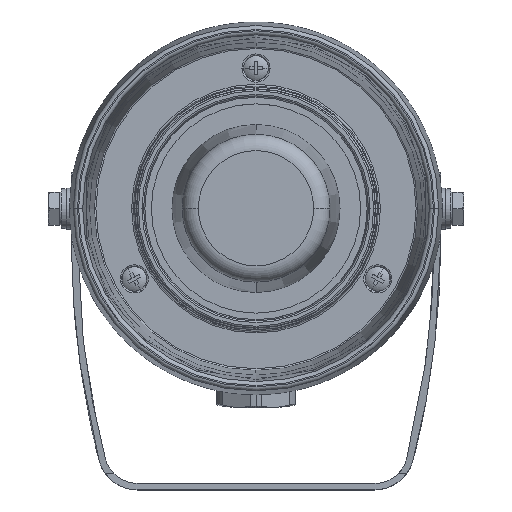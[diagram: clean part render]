
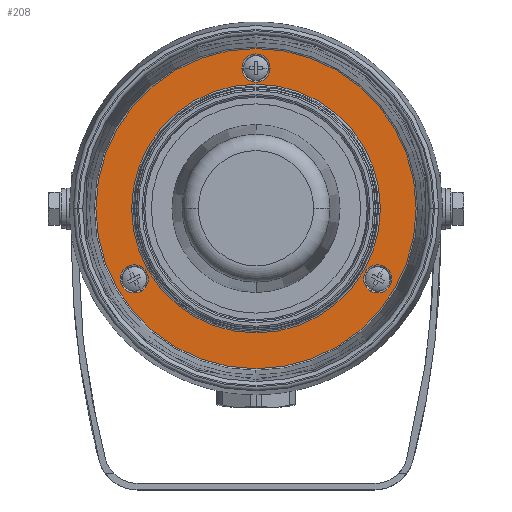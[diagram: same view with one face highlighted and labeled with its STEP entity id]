
A CAD part, top view. The second image highlights one B-rep face of the part: STEP entity #208.
In plain terms, the highlighted planar face has unit normal (0, 0, 1).
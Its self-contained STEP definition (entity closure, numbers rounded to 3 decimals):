
#208=ADVANCED_FACE('',(#711,#712,#713,#714,#715),#716,.T.);
#711=FACE_BOUND('',#1415,.T.);
#712=FACE_OUTER_BOUND('',#1416,.T.);
#713=FACE_BOUND('',#1417,.T.);
#714=FACE_BOUND('',#1418,.T.);
#715=FACE_BOUND('',#1419,.T.);
#716=PLANE('',#1420);
#1415=EDGE_LOOP('',(#3114,#3115,#3116));
#1416=EDGE_LOOP('',(#3117,#3118,#3119));
#1417=EDGE_LOOP('',(#3120,#3121,#3122));
#1418=EDGE_LOOP('',(#3123,#3124));
#1419=EDGE_LOOP('',(#3125,#3126,#3127));
#1420=AXIS2_PLACEMENT_3D('',#3128,#3129,#3130);
#3114=ORIENTED_EDGE('',*,*,#5060,.T.);
#3115=ORIENTED_EDGE('',*,*,#4795,.T.);
#3116=ORIENTED_EDGE('',*,*,#5061,.T.);
#3117=ORIENTED_EDGE('',*,*,#5062,.T.);
#3118=ORIENTED_EDGE('',*,*,#4628,.T.);
#3119=ORIENTED_EDGE('',*,*,#5063,.T.);
#3120=ORIENTED_EDGE('',*,*,#5064,.F.);
#3121=ORIENTED_EDGE('',*,*,#5065,.F.);
#3122=ORIENTED_EDGE('',*,*,#4621,.F.);
#3123=ORIENTED_EDGE('',*,*,#5066,.T.);
#3124=ORIENTED_EDGE('',*,*,#4775,.T.);
#3125=ORIENTED_EDGE('',*,*,#4815,.T.);
#3126=ORIENTED_EDGE('',*,*,#5059,.T.);
#3127=ORIENTED_EDGE('',*,*,#4816,.T.);
#3128=CARTESIAN_POINT('',(0.,129.511,24.));
#3129=DIRECTION('',(0.,0.,1.0));
#3130=DIRECTION('',(0.,1.0,0.));
#4621=EDGE_CURVE('',#5574,#5576,#5577,.T.);
#4628=EDGE_CURVE('',#5582,#5588,#5590,.T.);
#4775=EDGE_CURVE('',#5862,#5859,#5863,.T.);
#4795=EDGE_CURVE('',#5900,#5897,#5901,.T.);
#4815=EDGE_CURVE('',#5938,#5935,#5939,.T.);
#4816=EDGE_CURVE('',#5940,#5938,#5941,.T.);
#5059=EDGE_CURVE('',#5935,#5940,#6338,.T.);
#5060=EDGE_CURVE('',#6339,#5900,#6340,.T.);
#5061=EDGE_CURVE('',#5897,#6339,#6341,.T.);
#5062=EDGE_CURVE('',#6342,#5582,#6343,.T.);
#5063=EDGE_CURVE('',#5588,#6342,#6344,.T.);
#5064=EDGE_CURVE('',#6345,#5574,#6346,.T.);
#5065=EDGE_CURVE('',#5576,#6345,#6347,.T.);
#5066=EDGE_CURVE('',#5859,#5862,#6348,.T.);
#5574=VERTEX_POINT('',#7219);
#5576=VERTEX_POINT('',#7221);
#5577=CIRCLE('',#7222,38.039);
#5582=VERTEX_POINT('',#7227);
#5588=VERTEX_POINT('',#7233);
#5590=CIRCLE('',#7235,48.982);
#5859=VERTEX_POINT('',#7906);
#5862=VERTEX_POINT('',#7909);
#5863=CIRCLE('',#7910,4.309);
#5897=VERTEX_POINT('',#8013);
#5900=VERTEX_POINT('',#8016);
#5901=CIRCLE('',#8017,4.309);
#5935=VERTEX_POINT('',#8120);
#5938=VERTEX_POINT('',#8123);
#5939=CIRCLE('',#8124,4.309);
#5940=VERTEX_POINT('',#8125);
#5941=CIRCLE('',#8126,4.309);
#6338=CIRCLE('',#9003,4.309);
#6339=VERTEX_POINT('',#9004);
#6340=CIRCLE('',#9005,4.309);
#6341=CIRCLE('',#9006,4.309);
#6342=VERTEX_POINT('',#9007);
#6343=CIRCLE('',#9008,48.982);
#6344=CIRCLE('',#9009,48.982);
#6345=VERTEX_POINT('',#9010);
#6346=CIRCLE('',#9011,38.039);
#6347=CIRCLE('',#9012,38.039);
#6348=CIRCLE('',#9013,4.309);
#7219=CARTESIAN_POINT('',(-38.039,86.0,24.));
#7221=CARTESIAN_POINT('',(38.039,86.0,24.));
#7222=AXIS2_PLACEMENT_3D('',#10419,#10420,#10421);
#7227=CARTESIAN_POINT('',(-48.982,86.0,24.));
#7233=CARTESIAN_POINT('',(48.982,86.0,24.));
#7235=AXIS2_PLACEMENT_3D('',#10440,#10441,#10442);
#7906=CARTESIAN_POINT('',(-4.309,129.0,24.));
#7909=CARTESIAN_POINT('',(4.309,129.0,24.));
#7910=AXIS2_PLACEMENT_3D('',#10708,#10709,#10710);
#8013=CARTESIAN_POINT('',(-35.084,60.768,24.));
#8016=CARTESIAN_POINT('',(-39.394,68.232,24.));
#8017=AXIS2_PLACEMENT_3D('',#10743,#10744,#10745);
#8120=CARTESIAN_POINT('',(39.394,68.232,24.));
#8123=CARTESIAN_POINT('',(32.93,64.5,24.));
#8124=AXIS2_PLACEMENT_3D('',#10778,#10779,#10780);
#8125=CARTESIAN_POINT('',(35.084,60.768,24.));
#8126=AXIS2_PLACEMENT_3D('',#10781,#10782,#10783);
#9003=AXIS2_PLACEMENT_3D('',#11122,#11123,#11124);
#9004=CARTESIAN_POINT('',(-41.548,64.5,24.));
#9005=AXIS2_PLACEMENT_3D('',#11125,#11126,#11127);
#9006=AXIS2_PLACEMENT_3D('',#11128,#11129,#11130);
#9007=CARTESIAN_POINT('',(0.,134.982,24.));
#9008=AXIS2_PLACEMENT_3D('',#11131,#11132,#11133);
#9009=AXIS2_PLACEMENT_3D('',#11134,#11135,#11136);
#9010=CARTESIAN_POINT('',(0.,124.039,24.));
#9011=AXIS2_PLACEMENT_3D('',#11137,#11138,#11139);
#9012=AXIS2_PLACEMENT_3D('',#11140,#11141,#11142);
#9013=AXIS2_PLACEMENT_3D('',#11143,#11144,#11145);
#10419=CARTESIAN_POINT('',(0.,86.0,24.));
#10420=DIRECTION('',(0.,-0.0,1.0));
#10421=DIRECTION('',(0.0,1.0,0.0));
#10440=CARTESIAN_POINT('',(0.,86.0,24.));
#10441=DIRECTION('',(0.,-0.0,1.0));
#10442=DIRECTION('',(0.0,1.0,0.0));
#10708=CARTESIAN_POINT('',(0.,129.0,24.));
#10709=DIRECTION('',(0.,0.,-1.0));
#10710=DIRECTION('',(1.0,0.0,0.));
#10743=CARTESIAN_POINT('',(-37.239,64.5,24.));
#10744=DIRECTION('',(0.,0.,-1.0));
#10745=DIRECTION('',(1.0,0.0,0.));
#10778=CARTESIAN_POINT('',(37.239,64.5,24.));
#10779=DIRECTION('',(0.,0.,-1.0));
#10780=DIRECTION('',(1.0,0.0,0.));
#10781=CARTESIAN_POINT('',(37.239,64.5,24.));
#10782=DIRECTION('',(0.,0.,-1.0));
#10783=DIRECTION('',(1.0,0.0,0.));
#11122=CARTESIAN_POINT('',(37.239,64.5,24.));
#11123=DIRECTION('',(0.,0.,-1.0));
#11124=DIRECTION('',(1.0,0.0,0.));
#11125=CARTESIAN_POINT('',(-37.239,64.5,24.));
#11126=DIRECTION('',(0.,0.,-1.0));
#11127=DIRECTION('',(1.0,0.0,0.));
#11128=CARTESIAN_POINT('',(-37.239,64.5,24.));
#11129=DIRECTION('',(0.,0.,-1.0));
#11130=DIRECTION('',(1.0,0.0,0.));
#11131=CARTESIAN_POINT('',(0.,86.0,24.));
#11132=DIRECTION('',(0.,-0.0,1.0));
#11133=DIRECTION('',(0.0,1.0,0.0));
#11134=CARTESIAN_POINT('',(0.,86.0,24.));
#11135=DIRECTION('',(0.,-0.0,1.0));
#11136=DIRECTION('',(0.0,1.0,0.0));
#11137=CARTESIAN_POINT('',(0.,86.0,24.));
#11138=DIRECTION('',(0.,-0.0,1.0));
#11139=DIRECTION('',(0.0,1.0,0.0));
#11140=CARTESIAN_POINT('',(0.,86.0,24.));
#11141=DIRECTION('',(0.,-0.0,1.0));
#11142=DIRECTION('',(0.0,1.0,0.0));
#11143=CARTESIAN_POINT('',(0.,129.0,24.));
#11144=DIRECTION('',(0.,0.,-1.0));
#11145=DIRECTION('',(1.0,0.0,0.));
